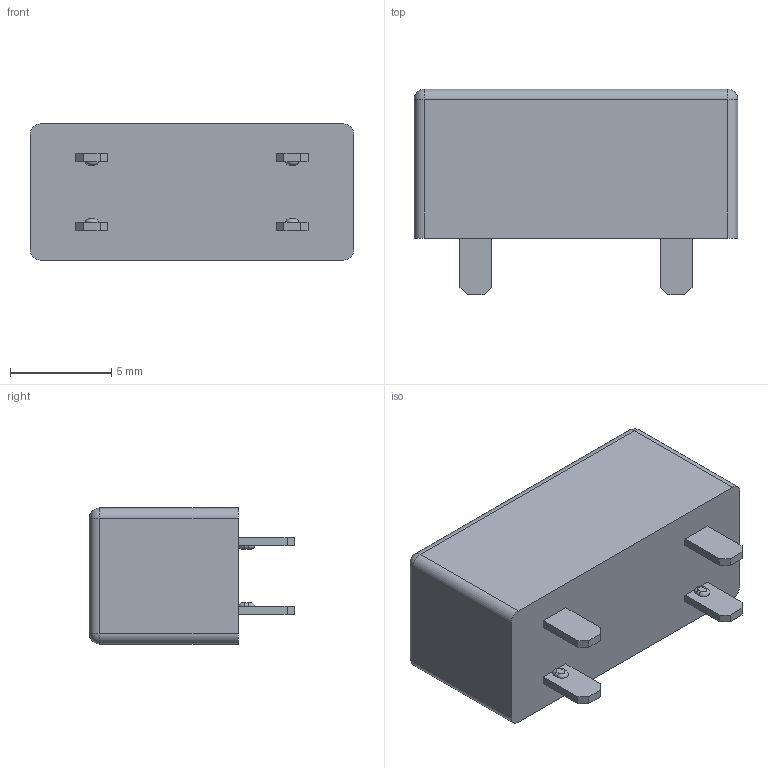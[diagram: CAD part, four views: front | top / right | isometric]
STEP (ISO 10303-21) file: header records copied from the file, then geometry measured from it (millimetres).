
FILE_DESCRIPTION (( 'STEP AP214' ), '1' );
FILE_NAME ('36-3568-ND.STEP', '2022-10-05T04:20:23', ( '' ), ( '' ), 'SwSTEP 2.0', 'SolidWorks 2017', '' );
FILE_SCHEMA (( 'AUTOMOTIVE_DESIGN' ));
Length unit declared in the file: inch
Products named in the file (1): 36-3568-ND
Bounding box: 16 x 10.16 x 6.73 mm (x, y, z)
Volume: 627.6 mm3; surface area: 1336.2 mm2
Topology: 3 solids, 3 shells, 168 faces, 452 edges, 292 vertices
Faces by surface type: plane 116, cylinder 40, torus 8, sphere 4
Entity records: 5266 total; most frequent: CARTESIAN_POINT 909, ORIENTED_EDGE 896, DIRECTION 882, EDGE_CURVE 448, VECTOR 352, LINE 352, VERTEX_POINT 292, AXIS2_PLACEMENT_3D 265
